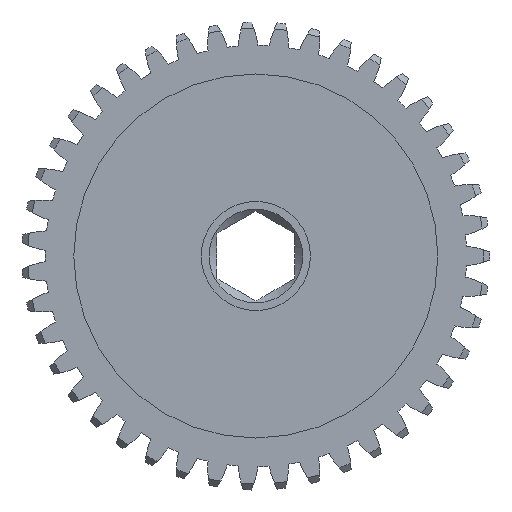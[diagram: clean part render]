
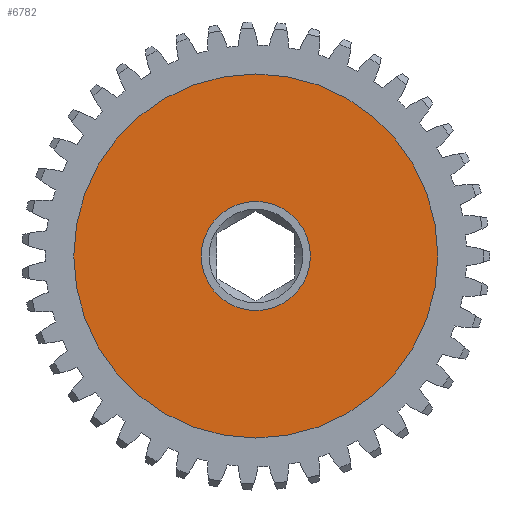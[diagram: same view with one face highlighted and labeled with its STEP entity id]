
A CAD part, left-side view. The second image highlights one B-rep face of the part: STEP entity #6782.
In plain terms, the highlighted planar face has unit normal (-1, 0, 0).
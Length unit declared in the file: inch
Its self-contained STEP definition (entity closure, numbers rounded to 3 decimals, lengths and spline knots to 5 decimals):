
#791 = CIRCLE ( 'NONE', #7930, 0.2625 ) ;
#839 = DIRECTION ( 'NONE',  ( 1., 0., 0. ) ) ;
#883 = VERTEX_POINT ( 'NONE', #4468 ) ;
#1063 = EDGE_LOOP ( 'NONE', ( #8386, #3138 ) ) ;
#1124 = CARTESIAN_POINT ( 'NONE',  ( 0.1375, 0., -0.2625 ) ) ;
#1338 = CIRCLE ( 'NONE', #6696, 0.875 ) ;
#1722 = CARTESIAN_POINT ( 'NONE',  ( 0.1375, 0., 0.875 ) ) ;
#2392 = DIRECTION ( 'NONE',  ( 0., 0., -1. ) ) ;
#2469 = ORIENTED_EDGE ( 'NONE', *, *, #3701, .F. ) ;
#2957 = AXIS2_PLACEMENT_3D ( 'NONE', #3788, #7797, #8479 ) ;
#3021 = AXIS2_PLACEMENT_3D ( 'NONE', #7844, #3136, #8636 ) ;
#3136 = DIRECTION ( 'NONE',  ( 1., 0., 0. ) ) ;
#3138 = ORIENTED_EDGE ( 'NONE', *, *, #3722, .T. ) ;
#3701 = EDGE_CURVE ( 'NONE', #883, #3887, #1338, .T. ) ;
#3722 = EDGE_CURVE ( 'NONE', #5528, #7892, #9148, .T. ) ;
#3788 = CARTESIAN_POINT ( 'NONE',  ( 0.1375, 0., 0. ) ) ;
#3887 = VERTEX_POINT ( 'NONE', #1722 ) ;
#4468 = CARTESIAN_POINT ( 'NONE',  ( 0.1375, 0., -0.875 ) ) ;
#4900 = CARTESIAN_POINT ( 'NONE',  ( 0.1375, 0., 0. ) ) ;
#5079 = EDGE_CURVE ( 'NONE', #7892, #5528, #791, .T. ) ;
#5412 = FACE_BOUND ( 'NONE', #1063, .T. ) ;
#5514 = DIRECTION ( 'NONE',  ( 0., 0., -1. ) ) ;
#5528 = VERTEX_POINT ( 'NONE', #10050 ) ;
#6280 = CARTESIAN_POINT ( 'NONE',  ( 0.1375, 0., 0. ) ) ;
#6334 = FACE_OUTER_BOUND ( 'NONE', #7769, .T. ) ;
#6375 = DIRECTION ( 'NONE',  ( 0., 0., -1. ) ) ;
#6531 = AXIS2_PLACEMENT_3D ( 'NONE', #4900, #839, #6375 ) ;
#6696 = AXIS2_PLACEMENT_3D ( 'NONE', #6280, #7689, #5514 ) ;
#6782 = ADVANCED_FACE ( 'NONE', ( #6334, #5412 ), #8683, .F. ) ;
#7689 = DIRECTION ( 'NONE',  ( 1., 0., 0. ) ) ;
#7769 = EDGE_LOOP ( 'NONE', ( #9207, #2469 ) ) ;
#7797 = DIRECTION ( 'NONE',  ( 1., 0., 0. ) ) ;
#7844 = CARTESIAN_POINT ( 'NONE',  ( 0.1375, 0., 0. ) ) ;
#7892 = VERTEX_POINT ( 'NONE', #1124 ) ;
#7930 = AXIS2_PLACEMENT_3D ( 'NONE', #9468, #9366, #2392 ) ;
#8386 = ORIENTED_EDGE ( 'NONE', *, *, #5079, .T. ) ;
#8458 = EDGE_CURVE ( 'NONE', #3887, #883, #8491, .T. ) ;
#8479 = DIRECTION ( 'NONE',  ( 0., 0., -1. ) ) ;
#8491 = CIRCLE ( 'NONE', #6531, 0.875 ) ;
#8636 = DIRECTION ( 'NONE',  ( 0., 0., -1. ) ) ;
#8683 = PLANE ( 'NONE',  #3021 ) ;
#9148 = CIRCLE ( 'NONE', #2957, 0.2625 ) ;
#9207 = ORIENTED_EDGE ( 'NONE', *, *, #8458, .F. ) ;
#9366 = DIRECTION ( 'NONE',  ( 1., 0., 0. ) ) ;
#9468 = CARTESIAN_POINT ( 'NONE',  ( 0.1375, 0., 0. ) ) ;
#10050 = CARTESIAN_POINT ( 'NONE',  ( 0.1375, 0., 0.2625 ) ) ;
